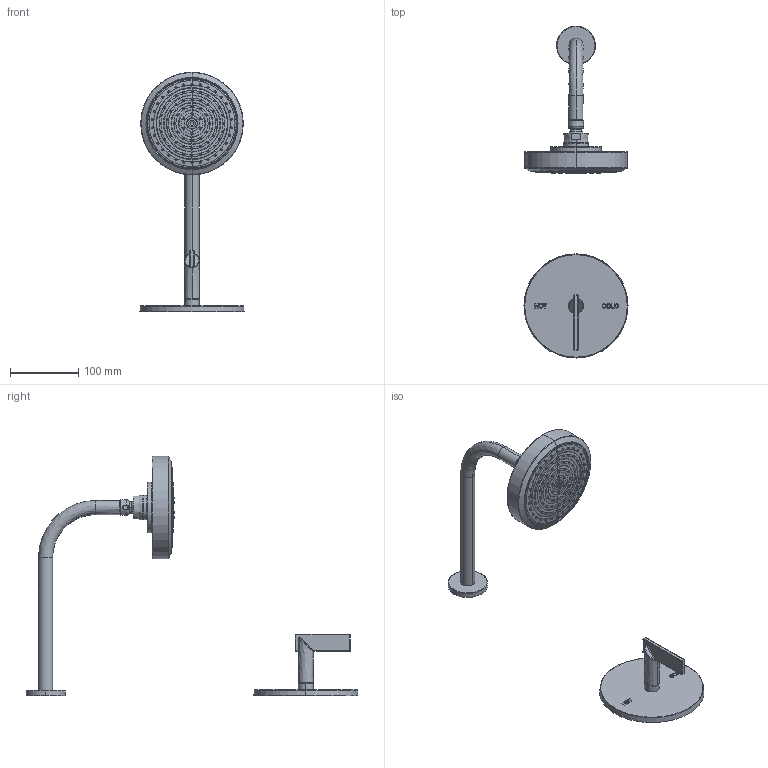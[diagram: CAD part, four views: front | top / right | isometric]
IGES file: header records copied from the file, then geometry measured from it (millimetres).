
Start section:  PTC IGES file: 3-248bp.igs
Global section: file name: 3-248bp.igs; native system: Creo Parametric by PTC Inc.; preprocessor: 2018400; author: jinson.thomas; organization: Unknown; date: 20210528.154930; units: inch
Bounding box: 152.4 x 485.77 x 350.49 mm (x, y, z)
Volume: 895208.7 mm3; surface area: 134552.7 mm2
Topology: 2 solids, 2 shells, 1027 faces, 2666 edges, 1784 vertices
Faces by surface type: revolution 771, bspline 180, extrusion 76
